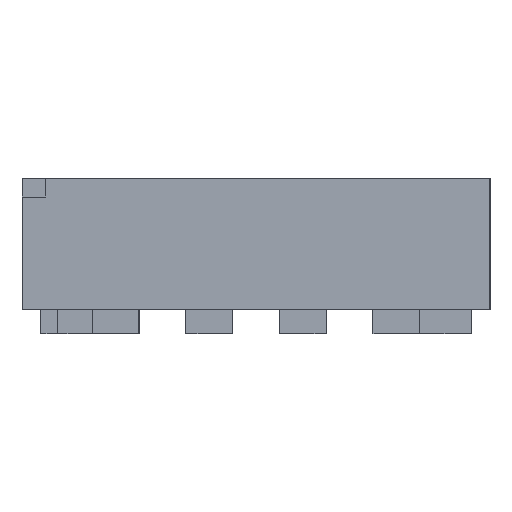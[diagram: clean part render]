
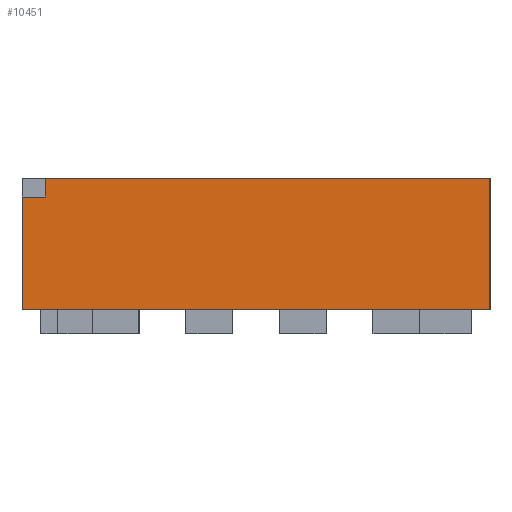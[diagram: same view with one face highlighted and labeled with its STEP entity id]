
A CAD part, left-side view. The second image highlights one B-rep face of the part: STEP entity #10451.
In plain terms, the highlighted planar face has unit normal (-1, 0, 0).
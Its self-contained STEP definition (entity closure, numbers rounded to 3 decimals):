
#8218 = EDGE_CURVE('',#8219,#8221,#8223,.T.);
#8219 = VERTEX_POINT('',#8220);
#8220 = CARTESIAN_POINT('',(-1.5,1.25,0.75));
#8221 = VERTEX_POINT('',#8222);
#8222 = CARTESIAN_POINT('',(-1.5,1.125,0.75));
#8223 = LINE('',#8224,#8225);
#8224 = CARTESIAN_POINT('',(-1.5,1.25,0.75));
#8225 = VECTOR('',#8226,1.);
#8226 = DIRECTION('',(0.,-1.,0.));
#8259 = VERTEX_POINT('',#8260);
#8260 = CARTESIAN_POINT('',(-1.5,1.125,0.85));
#8275 = EDGE_CURVE('',#8221,#8259,#8276,.T.);
#8276 = LINE('',#8277,#8278);
#8277 = CARTESIAN_POINT('',(-1.5,1.125,0.75));
#8278 = VECTOR('',#8279,1.);
#8279 = DIRECTION('',(0.,0.,1.));
#10372 = VERTEX_POINT('',#10373);
#10373 = CARTESIAN_POINT('',(-1.5,1.25,0.15));
#10379 = EDGE_CURVE('',#8219,#10372,#10380,.T.);
#10380 = LINE('',#10381,#10382);
#10381 = CARTESIAN_POINT('',(-1.5,1.25,0.85));
#10382 = VECTOR('',#10383,1.);
#10383 = DIRECTION('',(0.,0.,-1.));
#10425 = VERTEX_POINT('',#10426);
#10426 = CARTESIAN_POINT('',(-1.5,-1.25,0.15));
#10434 = VERTEX_POINT('',#10435);
#10435 = CARTESIAN_POINT('',(-1.5,-1.25,0.85));
#10441 = EDGE_CURVE('',#10434,#10425,#10442,.T.);
#10442 = LINE('',#10443,#10444);
#10443 = CARTESIAN_POINT('',(-1.5,-1.25,0.85));
#10444 = VECTOR('',#10445,1.);
#10445 = DIRECTION('',(0.,0.,-1.));
#10451 = ADVANCED_FACE('',(#10452),#10470,.F.);
#10452 = FACE_BOUND('',#10453,.T.);
#10453 = EDGE_LOOP('',(#10454,#10460,#10461,#10462,#10463,#10469));
#10454 = ORIENTED_EDGE('',*,*,#10455,.F.);
#10455 = EDGE_CURVE('',#8259,#10434,#10456,.T.);
#10456 = LINE('',#10457,#10458);
#10457 = CARTESIAN_POINT('',(-1.5,1.25,0.85));
#10458 = VECTOR('',#10459,1.);
#10459 = DIRECTION('',(0.,-1.,0.));
#10460 = ORIENTED_EDGE('',*,*,#8275,.F.);
#10461 = ORIENTED_EDGE('',*,*,#8218,.F.);
#10462 = ORIENTED_EDGE('',*,*,#10379,.T.);
#10463 = ORIENTED_EDGE('',*,*,#10464,.T.);
#10464 = EDGE_CURVE('',#10372,#10425,#10465,.T.);
#10465 = LINE('',#10466,#10467);
#10466 = CARTESIAN_POINT('',(-1.5,1.25,0.15));
#10467 = VECTOR('',#10468,1.);
#10468 = DIRECTION('',(0.,-1.,0.));
#10469 = ORIENTED_EDGE('',*,*,#10441,.F.);
#10470 = PLANE('',#10471);
#10471 = AXIS2_PLACEMENT_3D('',#10472,#10473,#10474);
#10472 = CARTESIAN_POINT('',(-1.5,1.25,0.85));
#10473 = DIRECTION('',(1.,0.,0.));
#10474 = DIRECTION('',(0.,1.,0.));
